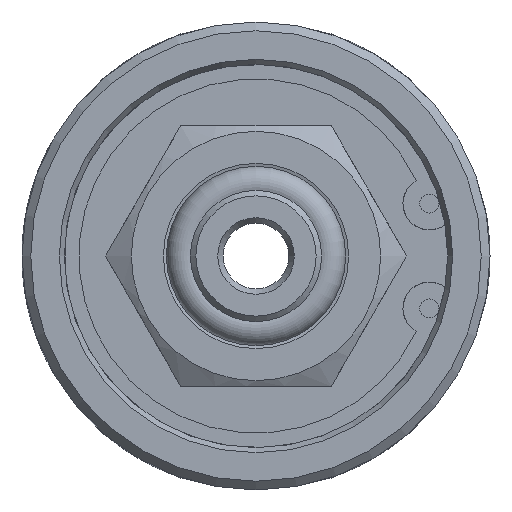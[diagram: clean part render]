
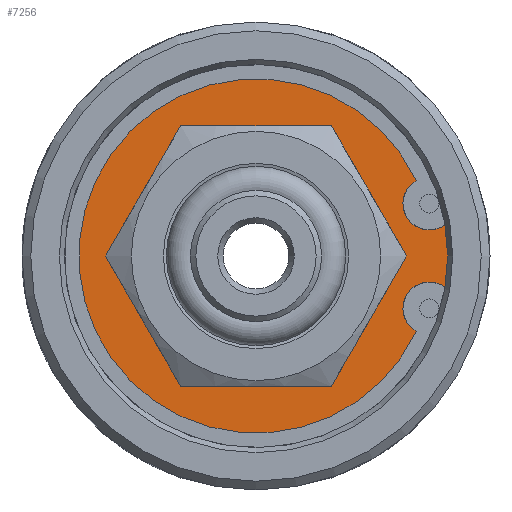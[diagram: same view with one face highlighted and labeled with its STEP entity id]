
A CAD part, left-side view. The second image highlights one B-rep face of the part: STEP entity #7256.
In plain terms, the highlighted planar face has unit normal (-1, 0, 0).
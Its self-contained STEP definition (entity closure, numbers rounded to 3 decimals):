
#695=FACE_BOUND('',#2124,.T.);
#1699=FACE_OUTER_BOUND('',#2123,.T.);
#2123=EDGE_LOOP('',(#5194,#5195,#5196,#5197));
#2124=EDGE_LOOP('',(#5198,#5199));
#2585=CIRCLE('',#7721,10.);
#2586=CIRCLE('',#7722,10.);
#2613=CIRCLE('',#7769,2.407);
#2615=CIRCLE('',#7772,16.197);
#2616=CIRCLE('',#7774,2.407);
#2665=CIRCLE('',#7843,18.595);
#2950=VERTEX_POINT('',#10154);
#2951=VERTEX_POINT('',#10155);
#2990=VERTEX_POINT('',#10299);
#2991=VERTEX_POINT('',#10300);
#2993=VERTEX_POINT('',#10307);
#2994=VERTEX_POINT('',#10311);
#3741=EDGE_CURVE('',#2950,#2951,#2585,.T.);
#3742=EDGE_CURVE('',#2951,#2950,#2586,.T.);
#3798=EDGE_CURVE('',#2990,#2991,#2613,.T.);
#3802=EDGE_CURVE('',#2993,#2990,#2615,.T.);
#3804=EDGE_CURVE('',#2994,#2993,#2616,.T.);
#3864=EDGE_CURVE('',#2994,#2991,#2665,.T.);
#5194=ORIENTED_EDGE('',*,*,#3804,.T.);
#5195=ORIENTED_EDGE('',*,*,#3802,.T.);
#5196=ORIENTED_EDGE('',*,*,#3798,.T.);
#5197=ORIENTED_EDGE('',*,*,#3864,.F.);
#5198=ORIENTED_EDGE('',*,*,#3741,.T.);
#5199=ORIENTED_EDGE('',*,*,#3742,.T.);
#7071=PLANE('',#7847);
#7256=ADVANCED_FACE('',(#1699,#695),#7071,.T.);
#7721=AXIS2_PLACEMENT_3D('',#10156,#8489,#8490);
#7722=AXIS2_PLACEMENT_3D('',#10157,#8491,#8492);
#7769=AXIS2_PLACEMENT_3D('',#10301,#8600,#8601);
#7772=AXIS2_PLACEMENT_3D('',#10308,#8608,#8609);
#7774=AXIS2_PLACEMENT_3D('',#10312,#8613,#8614);
#7843=AXIS2_PLACEMENT_3D('',#10436,#8762,#8763);
#7847=AXIS2_PLACEMENT_3D('',#10518,#8772,#8773);
#8489=DIRECTION('center_axis',(1.,0.,0.));
#8490=DIRECTION('ref_axis',(0.,0.,-1.));
#8491=DIRECTION('center_axis',(1.,0.,0.));
#8492=DIRECTION('ref_axis',(0.,0.,-1.));
#8600=DIRECTION('center_axis',(1.,0.,0.));
#8601=DIRECTION('ref_axis',(0.,0.628,0.778));
#8608=DIRECTION('center_axis',(-1.,0.,0.));
#8609=DIRECTION('ref_axis',(0.,0.905,-0.425));
#8613=DIRECTION('center_axis',(1.,0.,0.));
#8614=DIRECTION('ref_axis',(0.,0.628,-0.778));
#8762=DIRECTION('center_axis',(1.,0.,0.));
#8763=DIRECTION('ref_axis',(0.,0.,-1.));
#8772=DIRECTION('center_axis',(-1.,0.,0.));
#8773=DIRECTION('ref_axis',(0.,0.,1.));
#10154=CARTESIAN_POINT('',(3.44,0.,-10.));
#10155=CARTESIAN_POINT('',(3.44,0.,10.));
#10156=CARTESIAN_POINT('Origin',(3.44,0.,0.));
#10157=CARTESIAN_POINT('Origin',(3.44,0.,0.));
#10299=CARTESIAN_POINT('',(3.44,-14.658,-6.89));
#10300=CARTESIAN_POINT('',(3.44,-18.142,-4.077));
#10301=CARTESIAN_POINT('Origin',(3.44,-15.845,-4.795));
#10307=CARTESIAN_POINT('',(3.44,-14.658,6.89));
#10308=CARTESIAN_POINT('Origin',(3.44,0.,
0.));
#10311=CARTESIAN_POINT('',(3.44,-18.142,4.077));
#10312=CARTESIAN_POINT('Origin',(3.44,-15.845,4.795));
#10436=CARTESIAN_POINT('Origin',(3.44,0.,0.));
#10518=CARTESIAN_POINT('Origin',(3.44,18.595,0.));
